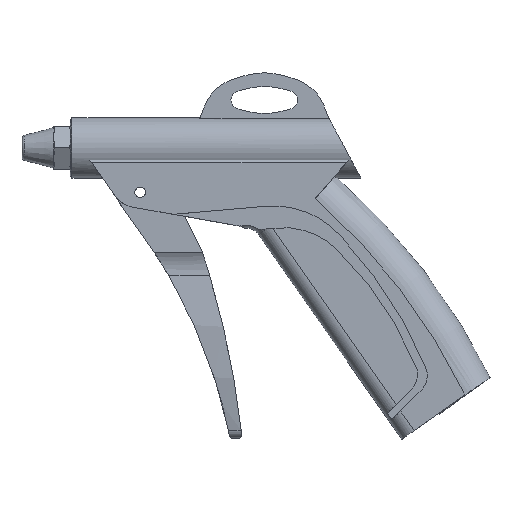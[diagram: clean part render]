
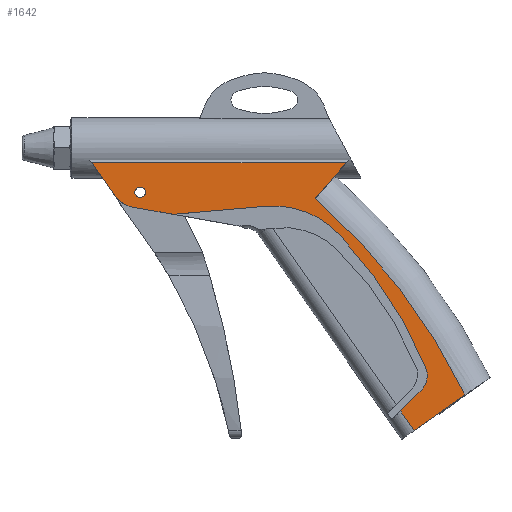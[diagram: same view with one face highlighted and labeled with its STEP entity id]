
A CAD part, top view. The second image highlights one B-rep face of the part: STEP entity #1642.
In plain terms, the highlighted planar face has unit normal (0, 0, 1).
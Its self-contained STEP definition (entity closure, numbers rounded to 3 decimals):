
#29=PLANE('',#1795);
#100=CIRCLE('',#1759,201.752);
#119=CIRCLE('',#1796,1.75);
#120=CIRCLE('',#1797,10.);
#121=CIRCLE('',#1798,30.);
#122=CIRCLE('',#1799,150.);
#123=CIRCLE('',#1800,7.);
#350=ORIENTED_EDGE('',*,*,#821,.T.);
#351=ORIENTED_EDGE('',*,*,#764,.F.);
#352=ORIENTED_EDGE('',*,*,#822,.T.);
#353=ORIENTED_EDGE('',*,*,#823,.T.);
#354=ORIENTED_EDGE('',*,*,#781,.T.);
#355=ORIENTED_EDGE('',*,*,#824,.F.);
#356=ORIENTED_EDGE('',*,*,#825,.F.);
#357=ORIENTED_EDGE('',*,*,#826,.F.);
#358=ORIENTED_EDGE('',*,*,#827,.F.);
#359=ORIENTED_EDGE('',*,*,#828,.F.);
#360=ORIENTED_EDGE('',*,*,#829,.T.);
#361=ORIENTED_EDGE('',*,*,#818,.T.);
#362=ORIENTED_EDGE('',*,*,#755,.T.);
#363=ORIENTED_EDGE('',*,*,#759,.T.);
#755=EDGE_CURVE('',#994,#993,#100,.T.);
#759=EDGE_CURVE('',#993,#996,#1124,.T.);
#764=EDGE_CURVE('',#999,#996,#1129,.T.);
#781=EDGE_CURVE('',#1006,#1015,#1143,.T.);
#818=EDGE_CURVE('',#1043,#994,#1158,.T.);
#821=EDGE_CURVE('',#1045,#1045,#119,.F.);
#822=EDGE_CURVE('',#999,#1046,#1160,.T.);
#823=EDGE_CURVE('',#1046,#1006,#120,.T.);
#824=EDGE_CURVE('',#1047,#1015,#1161,.T.);
#825=EDGE_CURVE('',#1048,#1047,#121,.T.);
#826=EDGE_CURVE('',#1049,#1048,#122,.T.);
#827=EDGE_CURVE('',#1050,#1049,#123,.T.);
#828=EDGE_CURVE('',#1051,#1050,#1162,.T.);
#829=EDGE_CURVE('',#1051,#1043,#1163,.T.);
#993=VERTEX_POINT('',#2636);
#994=VERTEX_POINT('',#2638);
#996=VERTEX_POINT('',#2654);
#999=VERTEX_POINT('',#2664);
#1006=VERTEX_POINT('',#2681);
#1015=VERTEX_POINT('',#2699);
#1043=VERTEX_POINT('',#2786);
#1045=VERTEX_POINT('',#2792);
#1046=VERTEX_POINT('',#2794);
#1047=VERTEX_POINT('',#2797);
#1048=VERTEX_POINT('',#2799);
#1049=VERTEX_POINT('',#2801);
#1050=VERTEX_POINT('',#2803);
#1051=VERTEX_POINT('',#2805);
#1124=LINE('',#2655,#1236);
#1129=LINE('',#2665,#1241);
#1143=LINE('',#2700,#1255);
#1158=LINE('',#2785,#1270);
#1160=LINE('',#2793,#1272);
#1161=LINE('',#2796,#1273);
#1162=LINE('',#2804,#1274);
#1163=LINE('',#2806,#1275);
#1236=VECTOR('',#2002,1000.);
#1241=VECTOR('',#2011,1000.);
#1255=VECTOR('',#2035,1000.);
#1270=VECTOR('',#2100,1000.);
#1272=VECTOR('',#2108,1000.);
#1273=VECTOR('',#2111,1000.);
#1274=VECTOR('',#2118,1000.);
#1275=VECTOR('',#2119,1000.);
#1366=EDGE_LOOP('',(#350));
#1367=EDGE_LOOP('',(#351,#352,#353,#354,#355,#356,#357,#358,#359,#360,#361,
#362,#363));
#1485=FACE_BOUND('',#1366,.T.);
#1486=FACE_BOUND('',#1367,.T.);
#1642=ADVANCED_FACE('',(#1485,#1486),#29,.T.);
#1759=AXIS2_PLACEMENT_3D('',#2637,#1995,#1996);
#1795=AXIS2_PLACEMENT_3D('',#2790,#2104,#2105);
#1796=AXIS2_PLACEMENT_3D('',#2791,#2106,#2107);
#1797=AXIS2_PLACEMENT_3D('',#2795,#2109,#2110);
#1798=AXIS2_PLACEMENT_3D('',#2798,#2112,#2113);
#1799=AXIS2_PLACEMENT_3D('',#2800,#2114,#2115);
#1800=AXIS2_PLACEMENT_3D('',#2802,#2116,#2117);
#1995=DIRECTION('',(0.,0.,1.));
#1996=DIRECTION('',(1.,0.,0.));
#2002=DIRECTION('',(0.656,0.755,0.));
#2011=DIRECTION('',(1.,0.,0.));
#2035=DIRECTION('',(0.985,-0.174,0.));
#2100=DIRECTION('',(0.819,0.574,0.));
#2104=DIRECTION('',(0.,0.,1.));
#2105=DIRECTION('',(1.,0.,0.));
#2106=DIRECTION('',(0.,0.,1.));
#2107=DIRECTION('',(1.,0.,0.));
#2108=DIRECTION('',(0.574,-0.819,0.));
#2109=DIRECTION('',(0.,0.,1.));
#2110=DIRECTION('',(1.,0.,0.));
#2111=DIRECTION('',(-0.996,-0.087,0.));
#2112=DIRECTION('',(0.,0.,1.));
#2113=DIRECTION('',(0.819,0.574,0.));
#2114=DIRECTION('',(0.,0.,1.));
#2115=DIRECTION('',(0.819,0.574,0.));
#2116=DIRECTION('',(0.,0.,1.));
#2117=DIRECTION('',(0.819,0.574,0.));
#2118=DIRECTION('',(0.707,0.707,0.));
#2119=DIRECTION('',(0.574,-0.819,0.));
#2636=CARTESIAN_POINT('',(-28.639,79.414,10.));
#2637=CARTESIAN_POINT('',(-161.,-72.85,10.));
#2638=CARTESIAN_POINT('',(20.824,14.581,10.));
#2654=CARTESIAN_POINT('',(-18.35,91.25,10.));
#2655=CARTESIAN_POINT('',(-28.639,79.414,10.));
#2664=CARTESIAN_POINT('',(-102.399,91.25,10.));
#2665=CARTESIAN_POINT('',(-150.,91.25,10.));
#2681=CARTESIAN_POINT('',(-88.527,76.544,10.));
#2699=CARTESIAN_POINT('',(-75.483,74.244,10.));
#2700=CARTESIAN_POINT('',(-88.527,76.544,10.));
#2785=CARTESIAN_POINT('',(0.,0.,10.));
#2786=CARTESIAN_POINT('',(4.096,2.868,10.));
#2790=CARTESIAN_POINT('',(-86.79,86.392,10.));
#2791=CARTESIAN_POINT('',(-86.4,81.5,10.));
#2792=CARTESIAN_POINT('',(-84.65,81.5,10.));
#2793=CARTESIAN_POINT('',(-104.5,94.25,10.));
#2794=CARTESIAN_POINT('',(-94.982,80.656,10.));
#2795=CARTESIAN_POINT('',(-86.79,86.392,10.));
#2796=CARTESIAN_POINT('',(-45.084,76.904,10.));
#2797=CARTESIAN_POINT('',(-45.084,76.904,10.));
#2798=CARTESIAN_POINT('',(-42.47,47.018,10.));
#2799=CARTESIAN_POINT('',(-20.526,67.475,10.));
#2800=CARTESIAN_POINT('',(-130.244,-34.81,10.));
#2801=CARTESIAN_POINT('',(7.841,23.78,10.));
#2802=CARTESIAN_POINT('',(1.397,21.045,10.));
#2803=CARTESIAN_POINT('',(6.347,16.096,10.));
#2804=CARTESIAN_POINT('',(-25.555,-15.806,10.));
#2805=CARTESIAN_POINT('',(-0.425,9.324,10.));
#2806=CARTESIAN_POINT('',(-43.224,70.448,10.));
